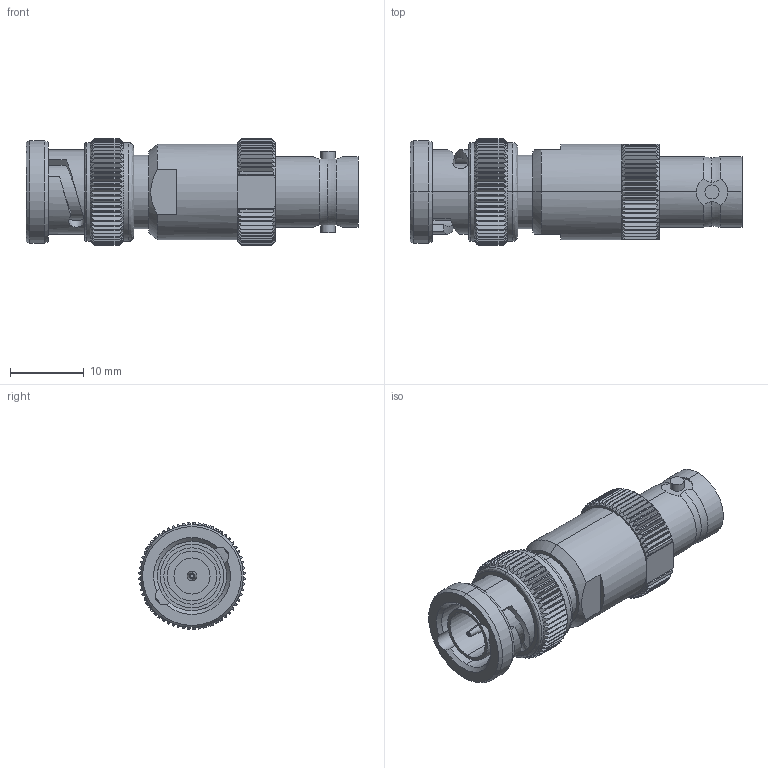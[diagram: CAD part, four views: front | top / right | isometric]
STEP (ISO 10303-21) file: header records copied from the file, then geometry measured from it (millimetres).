
FILE_DESCRIPTION (( 'STEP AP214' ), '1' );
FILE_NAME ('ST0150A_3D.step', '2024-07-12T15:08:58', ( '' ), ( '' ), 'SwSTEP 2.0', 'SolidWorks 2022', '' );
FILE_SCHEMA (( 'AUTOMOTIVE_DESIGN' ));
Length unit declared in the file: inch
Products named in the file (1): ST0150A_3D
Bounding box: 44.96 x 14.46 x 14.48 mm (x, y, z)
Volume: 4113.7 mm3; surface area: 3596.6 mm2
Topology: 1 solids, 2 shells, 710 faces, 1601 edges, 907 vertices
Faces by surface type: plane 284, cone 251, cylinder 157, bspline 12, torus 6
Entity records: 21340 total; most frequent: CARTESIAN_POINT 6303, ORIENTED_EDGE 3202, DIRECTION 3056, EDGE_CURVE 1601, AXIS2_PLACEMENT_3D 1294, VERTEX_POINT 907, EDGE_LOOP 726, FACE_OUTER_BOUND 710
